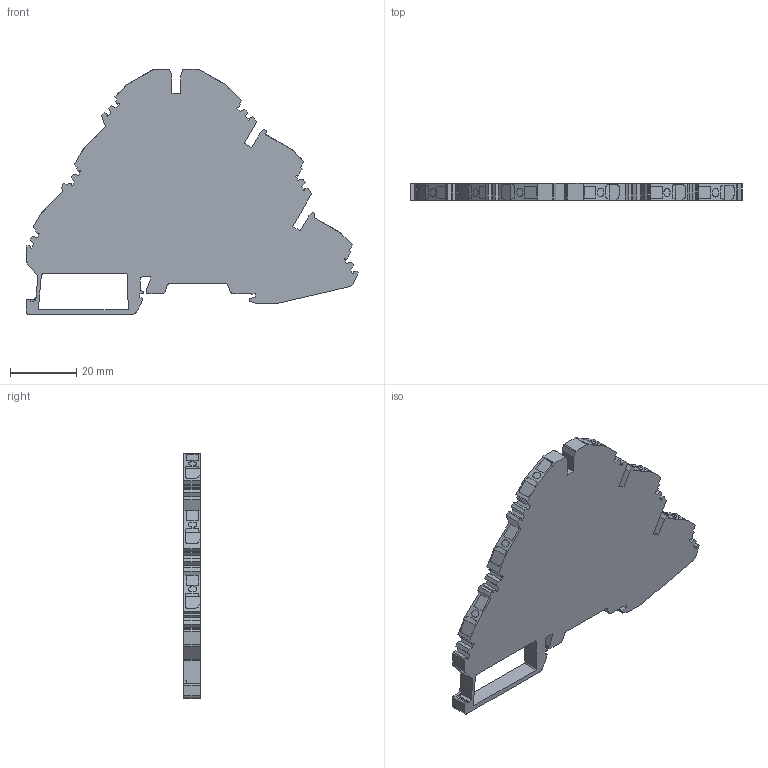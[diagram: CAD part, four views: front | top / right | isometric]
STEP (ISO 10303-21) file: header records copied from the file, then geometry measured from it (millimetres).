
FILE_DESCRIPTION( ( 'Unknown' ), '1' );
FILE_NAME( 'ATL2.5.stp', 'Unknown', ( 'Unknown' ), ( 'Unknown' ), 'PSStep 15.0.49', 'Unknown', ' ' );
FILE_SCHEMA( ( 'AUTOMOTIVE_DESIGN { 1 0 10303 214 1 1 1 1 }' ) );
Length unit declared in the file: millimetre
Products named in the file (2): Assem1; 324509_YBK 2,5-3F_Grey
Assembly tree (1 placements, depth 2):
  Assem1
    324509_YBK 2,5-3F_Grey
Bounding box: 100 x 5 x 73.8 mm (x, y, z)
Volume: 22141.2 mm3; surface area: 11257.2 mm2
Topology: 1 solids, 2 shells, 362 faces, 1034 edges, 686 vertices
Faces by surface type: plane 260, cylinder 102
Entity records: 14660 total; most frequent: CARTESIAN_POINT 2138, ORIENTED_EDGE 2068, DIRECTION 1929, EDGE_CURVE 1034, LINE 831, VECTOR 831, VERTEX_POINT 686, AXIS2_PLACEMENT_3D 549
